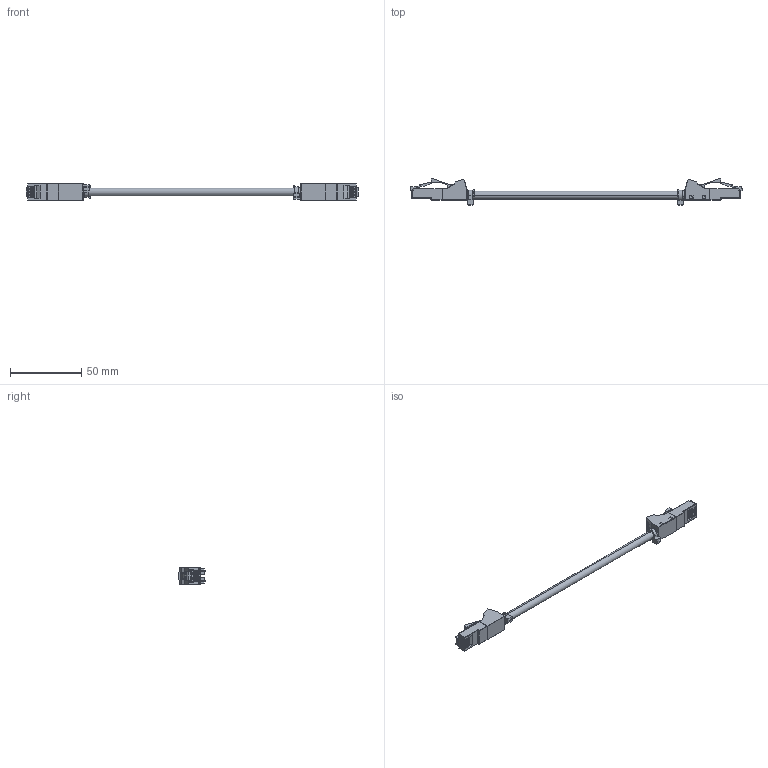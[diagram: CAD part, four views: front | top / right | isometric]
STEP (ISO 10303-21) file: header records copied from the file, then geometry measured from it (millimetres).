
FILE_DESCRIPTION (( 'STEP AP214' ), '1' );
FILE_NAME ('TRD695ATC.STEP', '2020-01-07T21:55:37', ( '' ), ( '' ), 'SwSTEP 2.0', 'SolidWorks 2018', '' );
FILE_SCHEMA (( 'AUTOMOTIVE_DESIGN' ));
Length unit declared in the file: inch
Products named in the file (15): 1AD01-026-MA3___; CTB-04-PROD; CBT-04-MA2; 1AD02-035-MA1_SOLID BOTTOM; TRD695ATC; 1AA05-056-MA2___; TRD695TC-MA1; CTB-04-MA1; 1AA05-056___; 1AD02-035-MA2___; 1AA05-056-MA1___; 1AD02-035_SOLID BOTTOM; TRD695TC-MA2; 1AD01-026-MA4___
Assembly tree (22 placements, depth 4):
  TRD695ATC
    TRD695TC-MA2
    TRD695TC-MA1  x2
      TRD695TC-MA1
      1AD02-035_SOLID BOTTOM
        1AD02-035-MA1_SOLID BOTTOM
        1AD01-026-MA3___  x2
        1AD01-026-MA4___  x6
        1AD02-035-MA2___
      1AA05-056___
        1AA05-056-MA2___
        1AA05-056-MA1___
    CTB-04-PROD  x2
      CTB-04-MA1
      CBT-04-MA2
Bounding box: 232.32 x 18.23 x 11.73 mm (x, y, z)
Volume: 10333.1 mm3; surface area: 12205.1 mm2
Topology: 47 solids, 47 shells, 2366 faces, 6200 edges, 3884 vertices
Faces by surface type: plane 1820, cylinder 490, sphere 36, torus 12, cone 8
Entity records: 28887 total; most frequent: CARTESIAN_POINT 4960, ORIENTED_EDGE 4694, DIRECTION 4489, EDGE_CURVE 2347, VECTOR 1899, LINE 1899, VERTEX_POINT 1474, AXIS2_PLACEMENT_3D 1295
